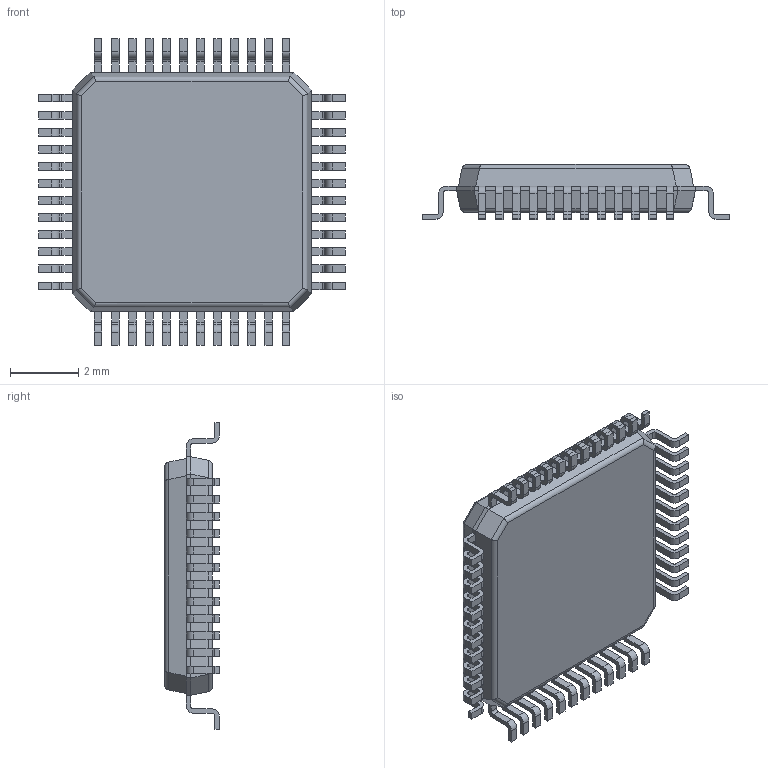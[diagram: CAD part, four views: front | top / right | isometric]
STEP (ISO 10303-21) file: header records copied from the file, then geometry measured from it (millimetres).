
FILE_DESCRIPTION (( 'STEP AP214' ), '1' );
FILE_NAME ('131B37F6-25F2-4AA1-A3CF-DDE07A487D36.STEP', '2022-12-03T02:53:16', ( '' ), ( '' ), 'SwSTEP 2.0', 'SolidWorks 2022', '' );
FILE_SCHEMA (( 'AUTOMOTIVE_DESIGN' ));
Length unit declared in the file: millimetre
Products named in the file (1): 131B37F6-25F2-4AA1-A3CF-DDE07A487D36
Bounding box: 9 x 1.6 x 9 mm (x, y, z)
Volume: 66.7 mm3; surface area: 185.6 mm2
Topology: 49 solids, 49 shells, 1049 faces, 2758 edges, 1836 vertices
Faces by surface type: plane 700, cylinder 210, bspline 139
Entity records: 34262 total; most frequent: CARTESIAN_POINT 7547, ORIENTED_EDGE 5516, DIRECTION 4658, EDGE_CURVE 2758, VECTOR 2060, LINE 2060, VERTEX_POINT 1836, AXIS2_PLACEMENT_3D 1299
